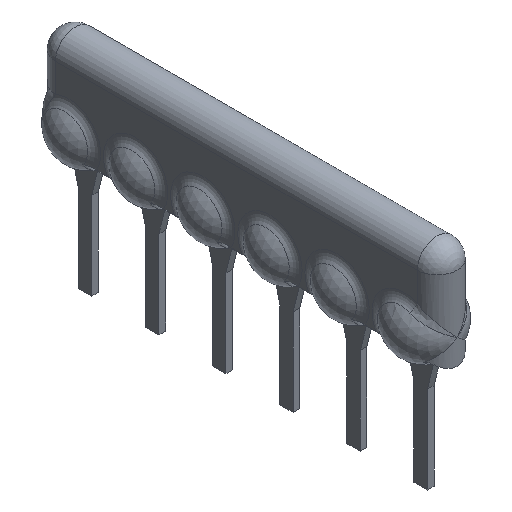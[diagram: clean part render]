
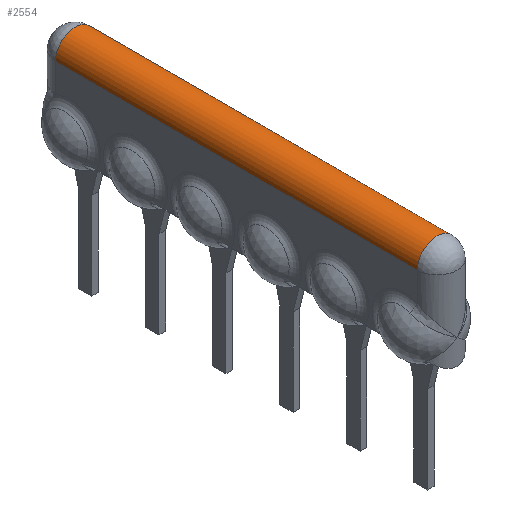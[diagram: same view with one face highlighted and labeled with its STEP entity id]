
A CAD part, isometric view. The second image highlights one B-rep face of the part: STEP entity #2554.
In plain terms, the highlighted cylindrical face has radius 0.75 mm (diameter 1.5 mm), a partial arc.
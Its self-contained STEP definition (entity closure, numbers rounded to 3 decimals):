
#334=DIRECTION('',(0.,1.,0.));
#335=VECTOR('',#334,13.69);
#336=CARTESIAN_POINT('',(0.75,0.75,2.195));
#337=LINE('',#336,#335);
#664=CARTESIAN_POINT('',(0.,14.44,2.195));
#665=DIRECTION('',(0.,-1.,0.));
#666=DIRECTION('',(1.,0.,0.));
#667=AXIS2_PLACEMENT_3D('',#664,#665,#666);
#669=CARTESIAN_POINT('',(0.,0.75,2.195));
#670=DIRECTION('',(0.,-1.,0.));
#671=DIRECTION('',(1.,0.,0.));
#672=AXIS2_PLACEMENT_3D('',#669,#670,#671);
#674=DIRECTION('',(0.,1.,0.));
#675=VECTOR('',#674,13.69);
#676=CARTESIAN_POINT('',(-0.75,0.75,2.195));
#677=LINE('',#676,#675);
#1383=CARTESIAN_POINT('',(0.75,0.75,2.195));
#1384=CARTESIAN_POINT('',(-0.75,0.75,2.195));
#1385=VERTEX_POINT('',#1383);
#1386=VERTEX_POINT('',#1384);
#1631=CARTESIAN_POINT('',(-0.75,14.44,2.195));
#1633=VERTEX_POINT('',#1631);
#1635=CARTESIAN_POINT('',(0.75,14.44,2.195));
#1636=VERTEX_POINT('',#1635);
#2541=CARTESIAN_POINT('',(0.,0.,2.195));
#2542=DIRECTION('',(0.,1.,0.));
#2543=DIRECTION('',(-1.,0.,0.));
#2544=AXIS2_PLACEMENT_3D('',#2541,#2542,#2543);
#2545=CYLINDRICAL_SURFACE('',#2544,0.75);
#2547=ORIENTED_EDGE('',*,*,#2546,.F.);
#2548=ORIENTED_EDGE('',*,*,#2061,.F.);
#2550=ORIENTED_EDGE('',*,*,#2549,.T.);
#2551=ORIENTED_EDGE('',*,*,#2519,.T.);
#2552=EDGE_LOOP('',(#2547,#2548,#2550,#2551));
#2553=FACE_OUTER_BOUND('',#2552,.F.);
#668=CIRCLE('',#667,0.75);
#673=CIRCLE('',#672,0.75);
#2061=EDGE_CURVE('',#1385,#1636,#337,.T.);
#2519=EDGE_CURVE('',#1386,#1633,#677,.T.);
#2546=EDGE_CURVE('',#1636,#1633,#668,.T.);
#2549=EDGE_CURVE('',#1385,#1386,#673,.T.);
#2554=ADVANCED_FACE('',(#2553),#2545,.T.);
